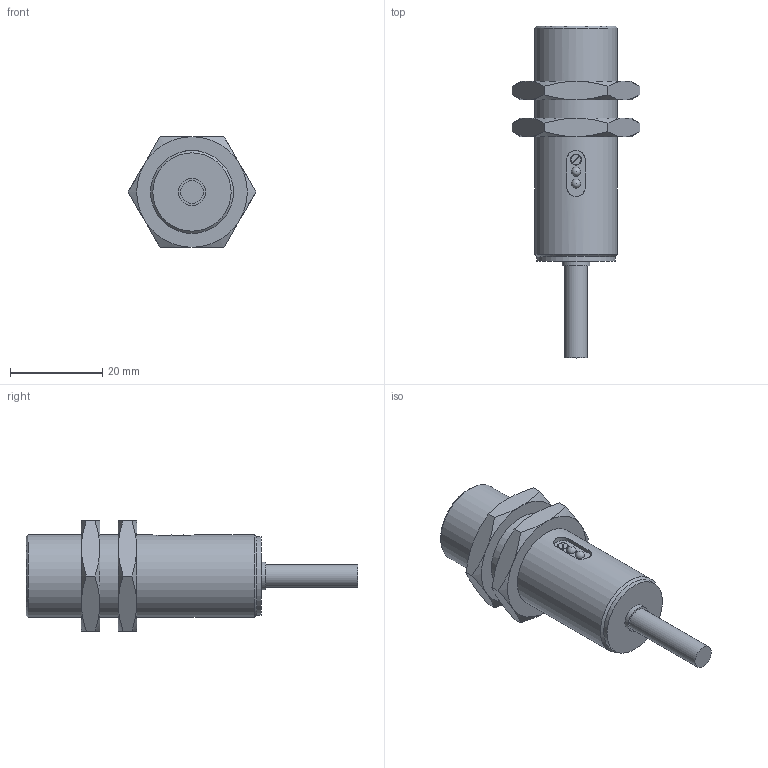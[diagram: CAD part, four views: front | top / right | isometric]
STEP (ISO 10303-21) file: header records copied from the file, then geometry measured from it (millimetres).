
FILE_DESCRIPTION(/* description */ (''),/* implementation_level */ '2;1');
FILE_NAME(/* name */ 'OT180405.stp',/* time_stamp */ '2016-10-10T11:25:03+02:00',/* author */ ('mitarbeiter'),/* organization */ (''),/* preprocessor_version */ 'ST-DEVELOPER v15.2',/* originating_system */ 'Autodesk Inventor 2014',/* authorisation */ '');
FILE_SCHEMA (('AUTOMOTIVE_DESIGN { 1 0 10303 214 3 1 1 }'));
Length unit declared in the file: millimetre
Products named in the file (4): 1; 2; 3; OT180405
Bounding box: 27.71 x 72 x 24 mm (x, y, z)
Volume: 15466.4 mm3; surface area: 5782.1 mm2
Topology: 3 solids, 3 shells, 75 faces, 157 edges, 95 vertices
Faces by surface type: plane 31, cone 30, cylinder 12, sphere 2
Full cylindrical faces by diameter (mm): 2.2 x1, 2.4 x1, 5 x1, 6 x3, 16.441 x2, 17 x1, 18 x1
Entity records: 1917 total; most frequent: CARTESIAN_POINT 436, DIRECTION 304, ORIENTED_EDGE 268, AXIS2_PLACEMENT_3D 138, EDGE_CURVE 134, EDGE_LOOP 104, VERTEX_POINT 90, FACE_OUTER_BOUND 75
